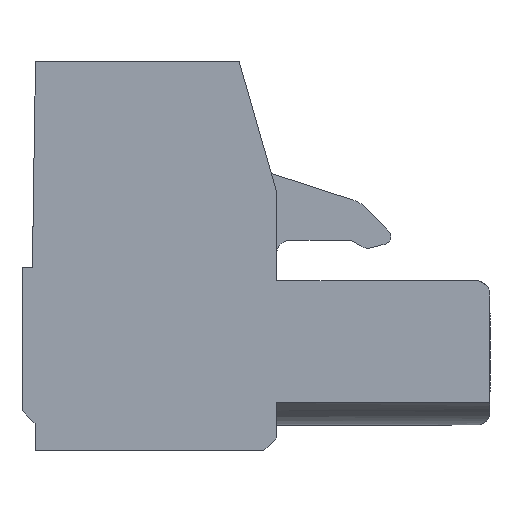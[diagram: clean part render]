
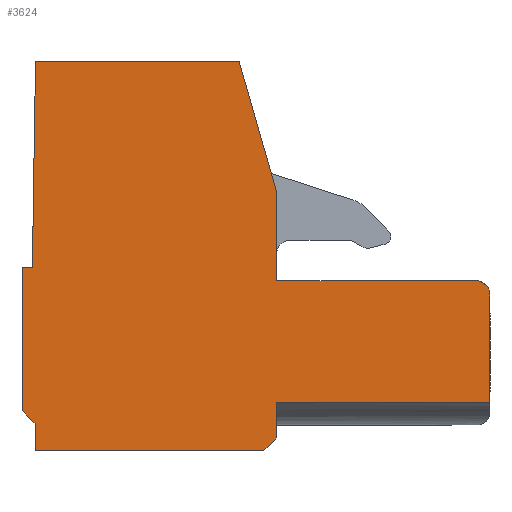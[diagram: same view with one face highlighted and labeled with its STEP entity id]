
A CAD part, front view. The second image highlights one B-rep face of the part: STEP entity #3624.
In plain terms, the highlighted planar face has unit normal (0, -1, 0).
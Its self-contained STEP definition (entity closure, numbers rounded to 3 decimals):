
#187=CIRCLE('',#3973,0.55);
#666=ORIENTED_EDGE('',*,*,#1514,.T.);
#667=ORIENTED_EDGE('',*,*,#1515,.F.);
#668=ORIENTED_EDGE('',*,*,#1516,.T.);
#669=ORIENTED_EDGE('',*,*,#1517,.T.);
#670=ORIENTED_EDGE('',*,*,#1518,.F.);
#671=ORIENTED_EDGE('',*,*,#1519,.T.);
#672=ORIENTED_EDGE('',*,*,#1520,.T.);
#673=ORIENTED_EDGE('',*,*,#1521,.T.);
#674=ORIENTED_EDGE('',*,*,#1522,.T.);
#675=ORIENTED_EDGE('',*,*,#1523,.T.);
#676=ORIENTED_EDGE('',*,*,#1524,.T.);
#677=ORIENTED_EDGE('',*,*,#1525,.T.);
#678=ORIENTED_EDGE('',*,*,#1526,.F.);
#679=ORIENTED_EDGE('',*,*,#1527,.T.);
#680=ORIENTED_EDGE('',*,*,#1528,.T.);
#681=ORIENTED_EDGE('',*,*,#1529,.T.);
#682=ORIENTED_EDGE('',*,*,#1530,.T.);
#1514=EDGE_CURVE('',#1942,#1943,#2270,.T.);
#1515=EDGE_CURVE('',#1944,#1943,#2271,.T.);
#1516=EDGE_CURVE('',#1944,#1945,#2272,.T.);
#1517=EDGE_CURVE('',#1945,#1946,#2273,.T.);
#1518=EDGE_CURVE('',#1947,#1946,#2274,.T.);
#1519=EDGE_CURVE('',#1947,#1948,#2275,.T.);
#1520=EDGE_CURVE('',#1948,#1949,#187,.T.);
#1521=EDGE_CURVE('',#1949,#1950,#2276,.T.);
#1522=EDGE_CURVE('',#1950,#1951,#2277,.T.);
#1523=EDGE_CURVE('',#1951,#1952,#2278,.T.);
#1524=EDGE_CURVE('',#1952,#1953,#2279,.T.);
#1525=EDGE_CURVE('',#1953,#1954,#2280,.T.);
#1526=EDGE_CURVE('',#1955,#1954,#2281,.T.);
#1527=EDGE_CURVE('',#1955,#1956,#2282,.T.);
#1528=EDGE_CURVE('',#1956,#1957,#2283,.T.);
#1529=EDGE_CURVE('',#1957,#1958,#2284,.T.);
#1530=EDGE_CURVE('',#1958,#1942,#2285,.T.);
#1942=VERTEX_POINT('',#6357);
#1943=VERTEX_POINT('',#6358);
#1944=VERTEX_POINT('',#6360);
#1945=VERTEX_POINT('',#6362);
#1946=VERTEX_POINT('',#6364);
#1947=VERTEX_POINT('',#6366);
#1948=VERTEX_POINT('',#6368);
#1949=VERTEX_POINT('',#6370);
#1950=VERTEX_POINT('',#6372);
#1951=VERTEX_POINT('',#6374);
#1952=VERTEX_POINT('',#6376);
#1953=VERTEX_POINT('',#6378);
#1954=VERTEX_POINT('',#6380);
#1955=VERTEX_POINT('',#6382);
#1956=VERTEX_POINT('',#6384);
#1957=VERTEX_POINT('',#6386);
#1958=VERTEX_POINT('',#6388);
#2270=LINE('',#6356,#2643);
#2271=LINE('',#6359,#2644);
#2272=LINE('',#6361,#2645);
#2273=LINE('',#6363,#2646);
#2274=LINE('',#6365,#2647);
#2275=LINE('',#6367,#2648);
#2276=LINE('',#6371,#2649);
#2277=LINE('',#6373,#2650);
#2278=LINE('',#6375,#2651);
#2279=LINE('',#6377,#2652);
#2280=LINE('',#6379,#2653);
#2281=LINE('',#6381,#2654);
#2282=LINE('',#6383,#2655);
#2283=LINE('',#6385,#2656);
#2284=LINE('',#6387,#2657);
#2285=LINE('',#6389,#2658);
#2643=VECTOR('',#4690,1000.);
#2644=VECTOR('',#4691,1000.);
#2645=VECTOR('',#4692,1000.);
#2646=VECTOR('',#4693,1000.);
#2647=VECTOR('',#4694,1000.);
#2648=VECTOR('',#4695,1000.);
#2649=VECTOR('',#4698,1000.);
#2650=VECTOR('',#4699,1000.);
#2651=VECTOR('',#4700,1000.);
#2652=VECTOR('',#4701,1000.);
#2653=VECTOR('',#4702,1000.);
#2654=VECTOR('',#4703,1000.);
#2655=VECTOR('',#4704,1000.);
#2656=VECTOR('',#4705,1000.);
#2657=VECTOR('',#4706,1000.);
#2658=VECTOR('',#4707,1000.);
#2940=EDGE_LOOP('',(#666,#667,#668,#669,#670,#671,#672,#673,#674,#675,#676,
#677,#678,#679,#680,#681,#682));
#3207=FACE_BOUND('',#2940,.T.);
#3427=PLANE('',#3972);
#3624=ADVANCED_FACE('',(#3207),#3427,.T.);
#3972=AXIS2_PLACEMENT_3D('',#6355,#4688,#4689);
#3973=AXIS2_PLACEMENT_3D('',#6369,#4696,#4697);
#4688=DIRECTION('',(0.,-1.,0.));
#4689=DIRECTION('',(0.,0.,-1.));
#4690=DIRECTION('',(0.,0.,-1.));
#4691=DIRECTION('',(-1.,0.,0.));
#4692=DIRECTION('',(0.707,0.,0.707));
#4693=DIRECTION('',(0.,0.,1.));
#4694=DIRECTION('',(-1.,0.,0.));
#4695=DIRECTION('',(0.,0.,1.));
#4696=DIRECTION('',(0.,-1.,0.));
#4697=DIRECTION('',(0.,0.,-1.));
#4698=DIRECTION('',(-1.,0.,0.));
#4699=DIRECTION('',(0.,0.,1.));
#4700=DIRECTION('',(-0.276,0.,0.961));
#4701=DIRECTION('',(-1.,0.,0.));
#4702=DIRECTION('',(0.,0.,-1.));
#4703=DIRECTION('',(0.071,0.,0.997));
#4704=DIRECTION('',(-0.015,0.,-1.));
#4705=DIRECTION('',(-1.,0.,0.));
#4706=DIRECTION('',(0.,0.,-1.));
#4707=DIRECTION('',(0.707,0.,-0.707));
#6355=CARTESIAN_POINT('',(7.9,-2.8,0.));
#6356=CARTESIAN_POINT('',(-17.5,-2.8,0.));
#6357=CARTESIAN_POINT('',(-17.5,-2.8,1.05));
#6358=CARTESIAN_POINT('',(-17.5,-2.8,0.));
#6359=CARTESIAN_POINT('',(7.9,-2.8,0.));
#6360=CARTESIAN_POINT('',(-8.7,-2.8,0.));
#6361=CARTESIAN_POINT('',(-8.7,-2.8,0.));
#6362=CARTESIAN_POINT('',(-8.2,-2.8,0.5));
#6363=CARTESIAN_POINT('',(-8.2,-2.8,1.));
#6364=CARTESIAN_POINT('',(-8.2,-2.8,1.85));
#6365=CARTESIAN_POINT('',(-8.2,-2.8,1.85));
#6366=CARTESIAN_POINT('',(0.,-2.8,1.85));
#6367=CARTESIAN_POINT('',(0.,-2.8,6.));
#6368=CARTESIAN_POINT('',(0.,-2.8,6.));
#6369=CARTESIAN_POINT('',(-0.55,-2.8,6.));
#6370=CARTESIAN_POINT('',(-0.55,-2.8,6.55));
#6371=CARTESIAN_POINT('',(-8.2,-2.8,6.55));
#6372=CARTESIAN_POINT('',(-8.2,-2.8,6.55));
#6373=CARTESIAN_POINT('',(-8.2,-2.8,9.943));
#6374=CARTESIAN_POINT('',(-8.2,-2.8,9.943));
#6375=CARTESIAN_POINT('',(-9.65,-2.8,15.));
#6376=CARTESIAN_POINT('',(-9.65,-2.8,15.));
#6377=CARTESIAN_POINT('',(7.9,-2.8,15.));
#6378=CARTESIAN_POINT('',(-17.5,-2.8,15.));
#6379=CARTESIAN_POINT('',(-17.5,-2.8,15.));
#6380=CARTESIAN_POINT('',(-17.5,-2.8,13.7));
#6381=CARTESIAN_POINT('',(-17.5,-2.8,13.7));
#6382=CARTESIAN_POINT('',(-17.504,-2.8,13.65));
#6383=CARTESIAN_POINT('',(-17.6,-2.8,7.07));
#6384=CARTESIAN_POINT('',(-17.6,-2.8,7.07));
#6385=CARTESIAN_POINT('',(-17.6,-2.8,7.07));
#6386=CARTESIAN_POINT('',(-18.,-2.8,7.07));
#6387=CARTESIAN_POINT('',(-18.,-2.8,1.55));
#6388=CARTESIAN_POINT('',(-18.,-2.8,1.55));
#6389=CARTESIAN_POINT('',(-17.5,-2.8,1.05));
